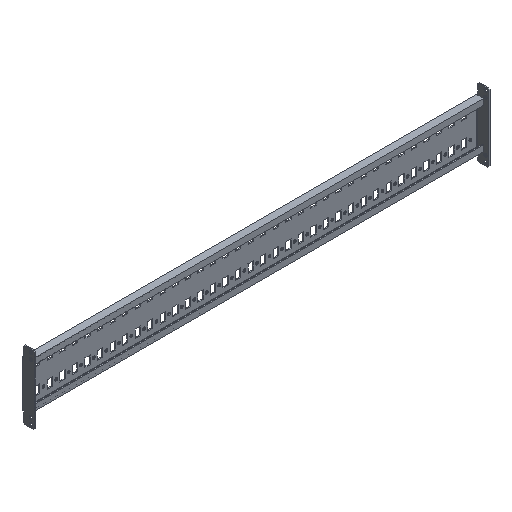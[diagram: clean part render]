
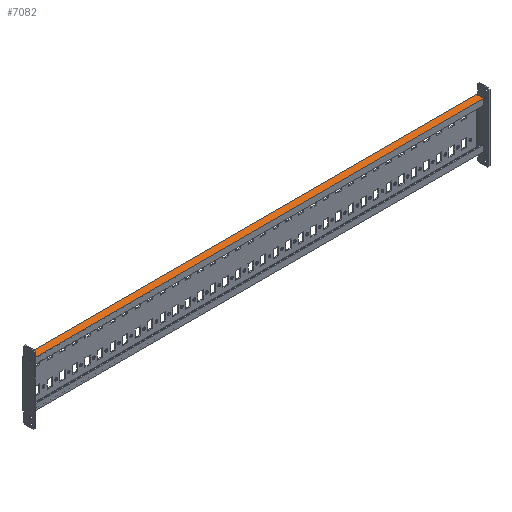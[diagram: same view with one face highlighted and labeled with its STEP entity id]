
A CAD part, isometric view. The second image highlights one B-rep face of the part: STEP entity #7082.
In plain terms, the highlighted planar face has unit normal (0, 0, 1).
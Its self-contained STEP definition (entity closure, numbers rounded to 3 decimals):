
#25 = ORIENTED_EDGE ( 'NONE', *, *, #9863, .T. ) ;
#223 = EDGE_CURVE ( 'NONE', #9098, #7531, #14538, .T. ) ;
#266 = DIRECTION ( 'NONE',  ( 1., 0., 0. ) ) ;
#455 = LINE ( 'NONE', #12511, #7523 ) ;
#520 = ORIENTED_EDGE ( 'NONE', *, *, #223, .F. ) ;
#1131 = CARTESIAN_POINT ( 'NONE',  ( -453.5, 0., 46. ) ) ;
#1591 = LINE ( 'NONE', #4237, #13791 ) ;
#2513 = DIRECTION ( 'NONE',  ( 1., 0., 0. ) ) ;
#2611 = DIRECTION ( 'NONE',  ( -1., 0., 0. ) ) ;
#2820 = VECTOR ( 'NONE', #2513, 1000. ) ;
#4226 = CARTESIAN_POINT ( 'NONE',  ( -453.5, -3., 46. ) ) ;
#4237 = CARTESIAN_POINT ( 'NONE',  ( 451.5, 0., 46. ) ) ;
#4641 = VECTOR ( 'NONE', #2611, 1000. ) ;
#4643 = CARTESIAN_POINT ( 'NONE',  ( 453.5, 0., 46. ) ) ;
#4842 = EDGE_CURVE ( 'NONE', #13547, #6377, #6269, .T. ) ;
#5085 = VECTOR ( 'NONE', #9914, 1000. ) ;
#5152 = ORIENTED_EDGE ( 'NONE', *, *, #4842, .F. ) ;
#5766 = DIRECTION ( 'NONE',  ( 0., -1., 0. ) ) ;
#6070 = DIRECTION ( 'NONE',  ( -1., 0., 0. ) ) ;
#6269 = LINE ( 'NONE', #10287, #2820 ) ;
#6377 = VERTEX_POINT ( 'NONE', #4643 ) ;
#6471 = PLANE ( 'NONE',  #7878 ) ;
#6472 = VECTOR ( 'NONE', #266, 1000. ) ;
#6544 = DIRECTION ( 'NONE',  ( 0., 1., 0. ) ) ;
#6600 = FACE_OUTER_BOUND ( 'NONE', #12001, .T. ) ;
#6754 = CARTESIAN_POINT ( 'NONE',  ( 451.5, -14., 46. ) ) ;
#6880 = LINE ( 'NONE', #8027, #6472 ) ;
#6891 = VECTOR ( 'NONE', #10659, 1000. ) ;
#6946 = CARTESIAN_POINT ( 'NONE',  ( -451.5, -3., 46. ) ) ;
#7082 = ADVANCED_FACE ( 'NONE', ( #6600 ), #6471, .F. ) ;
#7506 = CARTESIAN_POINT ( 'NONE',  ( 451.5, -3., 46. ) ) ;
#7523 = VECTOR ( 'NONE', #6070, 1000. ) ;
#7531 = VERTEX_POINT ( 'NONE', #4226 ) ;
#7639 = ORIENTED_EDGE ( 'NONE', *, *, #14894, .F. ) ;
#7878 = AXIS2_PLACEMENT_3D ( 'NONE', #11508, #16651, #6544 ) ;
#8027 = CARTESIAN_POINT ( 'NONE',  ( -471.939, -14., 46. ) ) ;
#8049 = CARTESIAN_POINT ( 'NONE',  ( -451.5, 0., 46. ) ) ;
#8961 = LINE ( 'NONE', #16452, #5085 ) ;
#9098 = VERTEX_POINT ( 'NONE', #6946 ) ;
#9444 = VERTEX_POINT ( 'NONE', #6754 ) ;
#9523 = EDGE_CURVE ( 'NONE', #15564, #9098, #16576, .T. ) ;
#9525 = ORIENTED_EDGE ( 'NONE', *, *, #12735, .F. ) ;
#9863 = EDGE_CURVE ( 'NONE', #13547, #7531, #11631, .T. ) ;
#9914 = DIRECTION ( 'NONE',  ( 0., -1., 0. ) ) ;
#10287 = CARTESIAN_POINT ( 'NONE',  ( -471.939, 0., 46. ) ) ;
#10327 = CARTESIAN_POINT ( 'NONE',  ( -451.5, -3., 46. ) ) ;
#10551 = VERTEX_POINT ( 'NONE', #11171 ) ;
#10659 = DIRECTION ( 'NONE',  ( 0., 1., 0. ) ) ;
#11171 = CARTESIAN_POINT ( 'NONE',  ( 453.5, -3., 46. ) ) ;
#11193 = ORIENTED_EDGE ( 'NONE', *, *, #9523, .F. ) ;
#11508 = CARTESIAN_POINT ( 'NONE',  ( 0., 0., 46. ) ) ;
#11631 = LINE ( 'NONE', #14001, #14045 ) ;
#11872 = VERTEX_POINT ( 'NONE', #7506 ) ;
#12001 = EDGE_LOOP ( 'NONE', ( #7639, #9525, #12369, #5152, #25, #520, #11193, #13885 ) ) ;
#12369 = ORIENTED_EDGE ( 'NONE', *, *, #15628, .F. ) ;
#12511 = CARTESIAN_POINT ( 'NONE',  ( 451.5, -3., 46. ) ) ;
#12735 = EDGE_CURVE ( 'NONE', #10551, #11872, #455, .T. ) ;
#13547 = VERTEX_POINT ( 'NONE', #1131 ) ;
#13791 = VECTOR ( 'NONE', #5766, 1000. ) ;
#13885 = ORIENTED_EDGE ( 'NONE', *, *, #16455, .T. ) ;
#14001 = CARTESIAN_POINT ( 'NONE',  ( -453.5, 0., 46. ) ) ;
#14045 = VECTOR ( 'NONE', #15411, 1000. ) ;
#14088 = CARTESIAN_POINT ( 'NONE',  ( -451.5, -14., 46. ) ) ;
#14538 = LINE ( 'NONE', #10327, #4641 ) ;
#14894 = EDGE_CURVE ( 'NONE', #11872, #9444, #1591, .T. ) ;
#15411 = DIRECTION ( 'NONE',  ( 0., -1., 0. ) ) ;
#15564 = VERTEX_POINT ( 'NONE', #14088 ) ;
#15628 = EDGE_CURVE ( 'NONE', #6377, #10551, #8961, .T. ) ;
#16452 = CARTESIAN_POINT ( 'NONE',  ( 453.5, 0., 46. ) ) ;
#16455 = EDGE_CURVE ( 'NONE', #15564, #9444, #6880, .T. ) ;
#16576 = LINE ( 'NONE', #8049, #6891 ) ;
#16651 = DIRECTION ( 'NONE',  ( 0., 0., -1. ) ) ;
